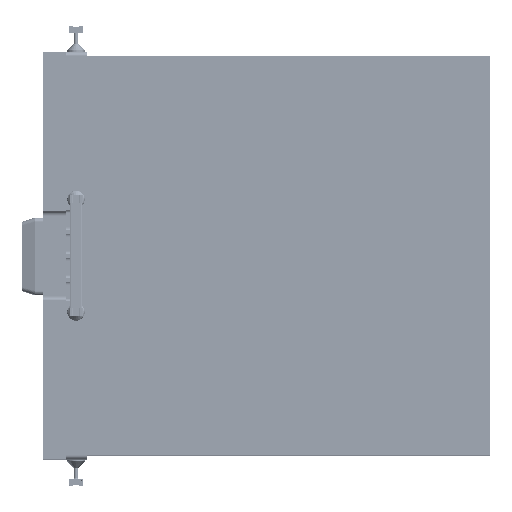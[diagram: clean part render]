
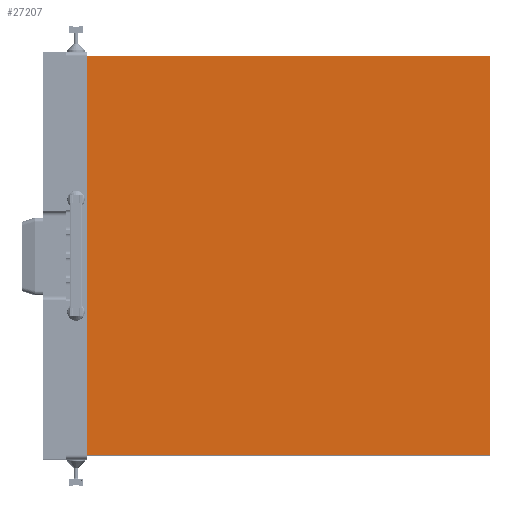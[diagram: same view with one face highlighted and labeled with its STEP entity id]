
A CAD part, top view. The second image highlights one B-rep face of the part: STEP entity #27207.
In plain terms, the highlighted face is planar.
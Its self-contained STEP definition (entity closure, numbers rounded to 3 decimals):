
#10652=FACE_OUTER_BOUND('',#35359,.T.);
#12770=PLANE('',#80282);
#17855=LINE('',#192001,#22952);
#17863=LINE('',#192017,#22960);
#17864=LINE('',#192019,#22961);
#17865=LINE('',#192020,#22962);
#22952=VECTOR('',#96050,1.);
#22960=VECTOR('',#96062,1.);
#22961=VECTOR('',#96065,1.);
#22962=VECTOR('',#96066,1.);
#27207=ADVANCED_FACE('',(#10652),#12770,.T.);
#35359=EDGE_LOOP('',(#55666,#55667,#55668,#55669));
#55666=ORIENTED_EDGE('',*,*,#72844,.F.);
#55667=ORIENTED_EDGE('',*,*,#72843,.F.);
#55668=ORIENTED_EDGE('',*,*,#72845,.T.);
#55669=ORIENTED_EDGE('',*,*,#72835,.T.);
#62678=VERTEX_POINT('',#191999);
#62680=VERTEX_POINT('',#192002);
#62684=VERTEX_POINT('',#192014);
#62685=VERTEX_POINT('',#192016);
#72835=EDGE_CURVE('',#62680,#62678,#17855,.T.);
#72843=EDGE_CURVE('',#62685,#62684,#17863,.T.);
#72844=EDGE_CURVE('',#62684,#62678,#17864,.T.);
#72845=EDGE_CURVE('',#62685,#62680,#17865,.T.);
#80282=AXIS2_PLACEMENT_3D('',#192021,#96067,#96068);
#96050=DIRECTION('',(0.,0.,-1.));
#96062=DIRECTION('',(0.,0.,-1.));
#96065=DIRECTION('',(-1.,0.,0.));
#96066=DIRECTION('',(-1.,0.,0.));
#96067=DIRECTION('',(0.,-1.,0.));
#96068=DIRECTION('',(0.,0.,-1.));
#191999=CARTESIAN_POINT('',(-584.,-432.,0.));
#192001=CARTESIAN_POINT('',(-584.,-432.,1179.));
#192002=CARTESIAN_POINT('',(-584.,-432.,1179.));
#192014=CARTESIAN_POINT('',(584.,-432.,0.));
#192016=CARTESIAN_POINT('',(584.,-432.,1179.));
#192017=CARTESIAN_POINT('',(584.,-432.,1179.));
#192019=CARTESIAN_POINT('',(584.,-432.,0.));
#192020=CARTESIAN_POINT('',(584.,-432.,1179.));
#192021=CARTESIAN_POINT('',(584.,-432.,1179.));
